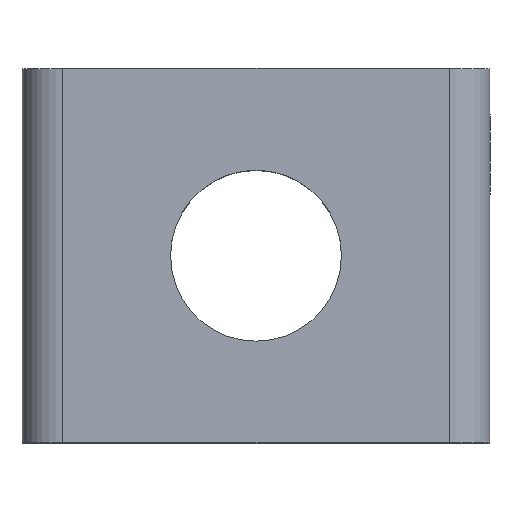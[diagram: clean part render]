
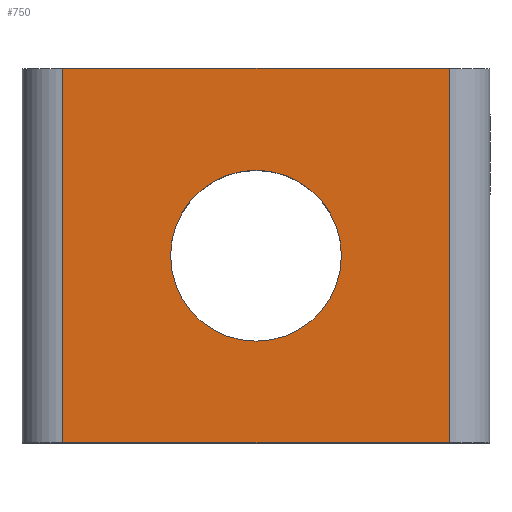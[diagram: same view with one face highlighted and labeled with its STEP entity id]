
A CAD part, top view. The second image highlights one B-rep face of the part: STEP entity #750.
In plain terms, the highlighted planar face has unit normal (0, 0, 1).
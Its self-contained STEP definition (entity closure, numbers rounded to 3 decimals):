
#15=FACE_BOUND('',#78,.T.);
#35=FACE_OUTER_BOUND('',#77,.T.);
#77=EDGE_LOOP('',(#554,#555,#556,#557));
#78=EDGE_LOOP('',(#558));
#153=LINE('',#1167,#247);
#154=LINE('',#1171,#248);
#155=LINE('',#1173,#249);
#156=LINE('',#1174,#250);
#247=VECTOR('',#936,10.);
#248=VECTOR('',#941,10.);
#249=VECTOR('',#942,10.);
#250=VECTOR('',#943,10.);
#308=CIRCLE('',#817,2.1);
#354=VERTEX_POINT('',#1164);
#355=VERTEX_POINT('',#1166);
#356=VERTEX_POINT('',#1170);
#357=VERTEX_POINT('',#1172);
#358=VERTEX_POINT('',#1175);
#432=EDGE_CURVE('',#354,#355,#153,.T.);
#434=EDGE_CURVE('',#354,#356,#154,.T.);
#435=EDGE_CURVE('',#357,#356,#155,.T.);
#436=EDGE_CURVE('',#357,#355,#156,.T.);
#437=EDGE_CURVE('',#358,#358,#308,.T.);
#554=ORIENTED_EDGE('',*,*,#432,.F.);
#555=ORIENTED_EDGE('',*,*,#434,.T.);
#556=ORIENTED_EDGE('',*,*,#435,.F.);
#557=ORIENTED_EDGE('',*,*,#436,.T.);
#558=ORIENTED_EDGE('',*,*,#437,.T.);
#710=PLANE('',#816);
#750=ADVANCED_FACE('',(#35,#15),#710,.T.);
#816=AXIS2_PLACEMENT_3D('',#1169,#939,#940);
#817=AXIS2_PLACEMENT_3D('',#1176,#944,#945);
#936=DIRECTION('',(0.,-1.,0.));
#939=DIRECTION('center_axis',(0.,0.,1.));
#940=DIRECTION('ref_axis',(1.,0.,0.));
#941=DIRECTION('',(-1.,0.,0.));
#942=DIRECTION('',(0.,1.,0.));
#943=DIRECTION('',(1.,0.,0.));
#944=DIRECTION('center_axis',(0.,0.,-1.));
#945=DIRECTION('ref_axis',(-1.,0.,0.));
#1164=CARTESIAN_POINT('',(4.75,4.603,8.5));
#1166=CARTESIAN_POINT('',(4.75,-4.597,8.5));
#1167=CARTESIAN_POINT('',(4.75,-2.297,8.5));
#1169=CARTESIAN_POINT('Origin',(0.,0.003,
8.5));
#1170=CARTESIAN_POINT('',(-4.75,4.603,8.5));
#1171=CARTESIAN_POINT('',(5.75,4.603,8.5));
#1172=CARTESIAN_POINT('',(-4.75,-4.597,8.5));
#1173=CARTESIAN_POINT('',(-4.75,2.303,8.5));
#1174=CARTESIAN_POINT('',(5.75,-4.597,8.5));
#1175=CARTESIAN_POINT('',(2.1,0.003,8.5));
#1176=CARTESIAN_POINT('Origin',(0.,0.003,
8.5));
